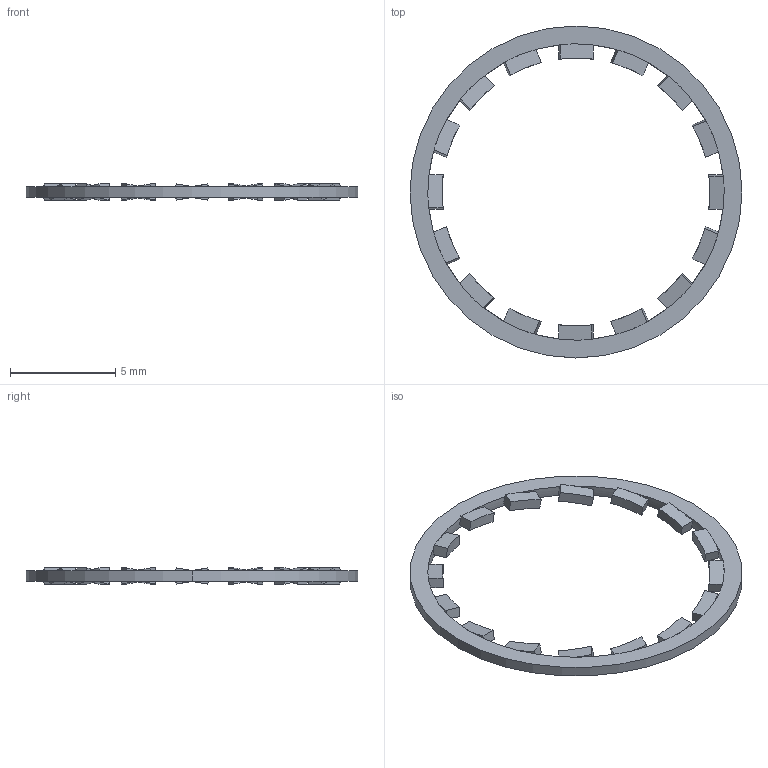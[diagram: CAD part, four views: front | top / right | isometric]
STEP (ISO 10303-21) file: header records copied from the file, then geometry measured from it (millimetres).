
FILE_DESCRIPTION((''),'2;1');
FILE_NAME('TYCO_1-1634817-0_a.stp','2012-03-29T17:10:27',(''),(''),'Mechanical Desktop 2011','Mechanical Desktop 2011',', , ');
FILE_SCHEMA(('AUTOMOTIVE_DESIGN { 1 2 10303 214 1 1 1 1 }'));
Length unit declared in the file: millimetre
Products named in the file (1): Product
Bounding box: 15.8 x 15.8 x 0.77 mm (x, y, z)
Volume: 28.6 mm3; surface area: 186.7 mm2
Topology: 1 solids, 1 shells, 132 faces, 358 edges, 212 vertices
Faces by surface type: cylinder 66, plane 66
Entity records: 4271 total; most frequent: DIRECTION 852, ORIENTED_EDGE 716, CARTESIAN_POINT 703, AXIS2_PLACEMENT_3D 361, EDGE_CURVE 358, VERTEX_POINT 212, EDGE_LOOP 134, FACE_OUTER_BOUND 132
